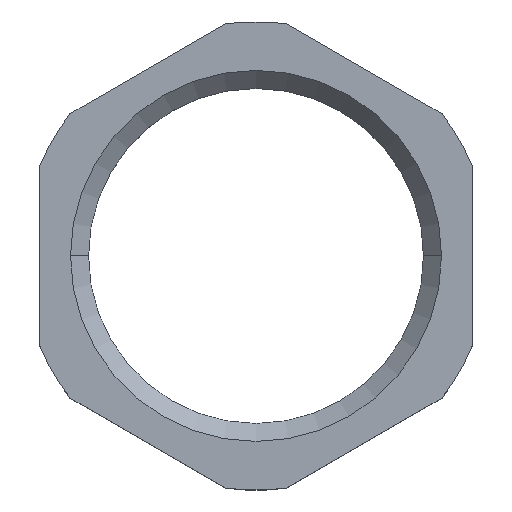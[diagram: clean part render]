
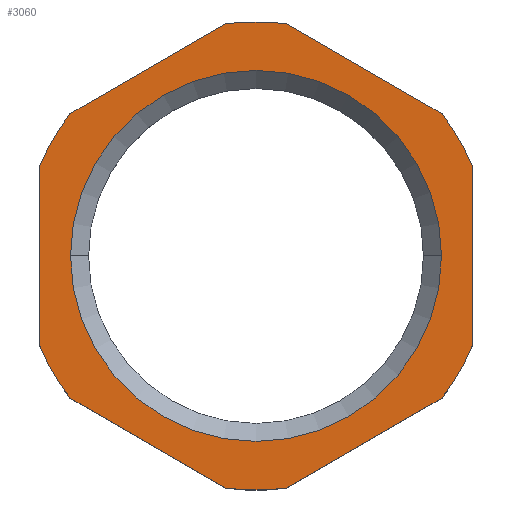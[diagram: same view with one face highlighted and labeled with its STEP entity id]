
A CAD part, top view. The second image highlights one B-rep face of the part: STEP entity #3060.
In plain terms, the highlighted planar face has unit normal (0, 0, 1).
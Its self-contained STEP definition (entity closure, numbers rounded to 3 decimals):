
#100=CARTESIAN_POINT('',(-1.67,-12.892,5.));
#110=VERTEX_POINT('',#100);
#160=CARTESIAN_POINT('',(0.,0.,5.));
#170=DIRECTION('',(0.,0.,1.));
#180=DIRECTION('',(1.,0.,0.));
#190=AXIS2_PLACEMENT_3D('',#160,#170,#180);
#200=CIRCLE('',#190,13.);
#210=CARTESIAN_POINT('',(1.67,-12.892,5.));
#220=VERTEX_POINT('',#210);
#230=EDGE_CURVE('',#110,#220,#200,.T.);
#520=CARTESIAN_POINT('',(-10.33,-7.892,5.));
#530=VERTEX_POINT('',#520);
#580=CARTESIAN_POINT('',(-10.33,-7.892,5.));
#590=DIRECTION('',(0.866,-0.5,0.));
#600=VECTOR('',#590,1000.);
#610=LINE('',#580,#600);
#620=EDGE_CURVE('',#530,#110,#610,.T.);
#1880=CARTESIAN_POINT('',(1.67,-12.892,5.));
#1890=DIRECTION('',(0.866,0.5,0.));
#1900=VECTOR('',#1890,1000.);
#1910=LINE('',#1880,#1900);
#1920=CARTESIAN_POINT('',(10.33,-7.892,5.));
#1930=VERTEX_POINT('',#1920);
#1940=EDGE_CURVE('',#220,#1930,#1910,.T.);
#2060=CARTESIAN_POINT('',(0.,0.,5.));
#2070=DIRECTION('',(0.,0.,1.));
#2080=DIRECTION('',(1.,0.,0.));
#2090=AXIS2_PLACEMENT_3D('',#2060,#2070,#2080);
#2100=PLANE('',#2090);
#2110=CARTESIAN_POINT('',(0.,0.,5.));
#2120=DIRECTION('',(0.,0.,-1.));
#2130=DIRECTION('',(1.,0.,0.));
#2140=AXIS2_PLACEMENT_3D('',#2110,#2120,#2130);
#2150=CIRCLE('',#2140,10.3);
#2160=CARTESIAN_POINT('',(-10.3,0.,5.));
#2170=VERTEX_POINT('',#2160);
#2180=CARTESIAN_POINT('',(10.3,0.,5.));
#2190=VERTEX_POINT('',#2180);
#2200=EDGE_CURVE('',#2170,#2190,#2150,.T.);
#2210=ORIENTED_EDGE('',*,*,#2200,.T.);
#2220=EDGE_CURVE('',#2190,#2170,#2150,.T.);
#2230=ORIENTED_EDGE('',*,*,#2220,.T.);
#2240=EDGE_LOOP('',(#2230,#2210));
#2250=FACE_BOUND('',#2240,.T.);
#2260=ORIENTED_EDGE('',*,*,#1940,.T.);
#2270=ORIENTED_EDGE('',*,*,#230,.T.);
#2280=ORIENTED_EDGE('',*,*,#620,.T.);
#2290=CARTESIAN_POINT('',(0.,0.,5.));
#2300=DIRECTION('',(0.,0.,1.));
#2310=DIRECTION('',(1.,0.,0.));
#2320=AXIS2_PLACEMENT_3D('',#2290,#2300,#2310);
#2330=CIRCLE('',#2320,13.);
#2340=CARTESIAN_POINT('',(-12.,-5.,5.));
#2350=VERTEX_POINT('',#2340);
#2360=EDGE_CURVE('',#2350,#530,#2330,.T.);
#2370=ORIENTED_EDGE('',*,*,#2360,.T.);
#2380=CARTESIAN_POINT('',(-12.,5.,5.));
#2390=DIRECTION('',(0.,-1.,0.));
#2400=VECTOR('',#2390,1000.);
#2410=LINE('',#2380,#2400);
#2420=CARTESIAN_POINT('',(-12.,5.,5.));
#2430=VERTEX_POINT('',#2420);
#2440=EDGE_CURVE('',#2430,#2350,#2410,.T.);
#2450=ORIENTED_EDGE('',*,*,#2440,.T.);
#2460=CARTESIAN_POINT('',(0.,0.,5.));
#2470=DIRECTION('',(0.,0.,1.));
#2480=DIRECTION('',(1.,0.,0.));
#2490=AXIS2_PLACEMENT_3D('',#2460,#2470,#2480);
#2500=CIRCLE('',#2490,13.);
#2510=CARTESIAN_POINT('',(-10.33,7.892,5.));
#2520=VERTEX_POINT('',#2510);
#2530=EDGE_CURVE('',#2520,#2430,#2500,.T.);
#2540=ORIENTED_EDGE('',*,*,#2530,.T.);
#2550=CARTESIAN_POINT('',(-1.67,12.892,5.));
#2560=DIRECTION('',(-0.866,-0.5,0.));
#2570=VECTOR('',#2560,1000.);
#2580=LINE('',#2550,#2570);
#2590=CARTESIAN_POINT('',(-1.67,12.892,5.));
#2600=VERTEX_POINT('',#2590);
#2610=EDGE_CURVE('',#2600,#2520,#2580,.T.);
#2620=ORIENTED_EDGE('',*,*,#2610,.T.);
#2630=CARTESIAN_POINT('',(0.,0.,5.));
#2640=DIRECTION('',(0.,0.,1.));
#2650=DIRECTION('',(1.,0.,0.));
#2660=AXIS2_PLACEMENT_3D('',#2630,#2640,#2650);
#2670=CIRCLE('',#2660,13.);
#2680=CARTESIAN_POINT('',(1.67,12.892,5.));
#2690=VERTEX_POINT('',#2680);
#2700=EDGE_CURVE('',#2690,#2600,#2670,.T.);
#2710=ORIENTED_EDGE('',*,*,#2700,.T.);
#2720=CARTESIAN_POINT('',(10.33,7.892,5.));
#2730=DIRECTION('',(-0.866,0.5,0.));
#2740=VECTOR('',#2730,1000.);
#2750=LINE('',#2720,#2740);
#2760=CARTESIAN_POINT('',(10.33,7.892,5.));
#2770=VERTEX_POINT('',#2760);
#2780=EDGE_CURVE('',#2770,#2690,#2750,.T.);
#2790=ORIENTED_EDGE('',*,*,#2780,.T.);
#2800=CARTESIAN_POINT('',(0.,0.,5.));
#2810=DIRECTION('',(0.,0.,1.));
#2820=DIRECTION('',(1.,0.,0.));
#2830=AXIS2_PLACEMENT_3D('',#2800,#2810,#2820);
#2840=CIRCLE('',#2830,13.);
#2850=CARTESIAN_POINT('',(12.,5.,5.));
#2860=VERTEX_POINT('',#2850);
#2870=EDGE_CURVE('',#2860,#2770,#2840,.T.);
#2880=ORIENTED_EDGE('',*,*,#2870,.T.);
#2890=CARTESIAN_POINT('',(12.,-5.,5.));
#2900=DIRECTION('',(0.,1.,0.));
#2910=VECTOR('',#2900,1000.);
#2920=LINE('',#2890,#2910);
#2930=CARTESIAN_POINT('',(12.,-5.,5.));
#2940=VERTEX_POINT('',#2930);
#2950=EDGE_CURVE('',#2940,#2860,#2920,.T.);
#2960=ORIENTED_EDGE('',*,*,#2950,.T.);
#2970=CARTESIAN_POINT('',(0.,0.,5.));
#2980=DIRECTION('',(0.,0.,1.));
#2990=DIRECTION('',(1.,0.,0.));
#3000=AXIS2_PLACEMENT_3D('',#2970,#2980,#2990);
#3010=CIRCLE('',#3000,13.);
#3020=EDGE_CURVE('',#1930,#2940,#3010,.T.);
#3030=ORIENTED_EDGE('',*,*,#3020,.T.);
#3040=EDGE_LOOP('',(#3030,#2960,#2880,#2790,#2710,#2620,#2540,#2450,
#2370,#2280,#2270,#2260));
#3050=FACE_OUTER_BOUND('',#3040,.T.);
#3060=ADVANCED_FACE('',(#2250,#3050),#2100,.T.);
